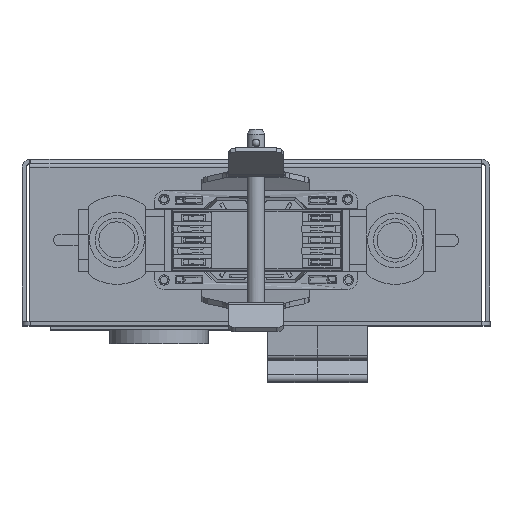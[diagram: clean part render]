
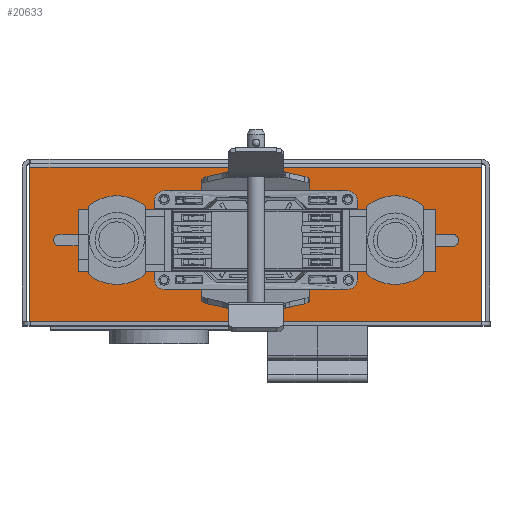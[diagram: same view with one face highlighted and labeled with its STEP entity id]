
A CAD part, top view. The second image highlights one B-rep face of the part: STEP entity #20633.
In plain terms, the highlighted planar face has unit normal (0, 0, 1).
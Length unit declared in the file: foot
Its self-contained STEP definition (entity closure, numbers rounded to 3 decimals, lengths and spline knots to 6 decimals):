
#1349=PLANE('',#23529);
#3012=LINE('',#40251,#5137);
#3015=LINE('',#40258,#5140);
#3032=LINE('',#40298,#5157);
#3033=LINE('',#40300,#5158);
#5137=VECTOR('',#28055,1.);
#5140=VECTOR('',#28060,1.);
#5157=VECTOR('',#28105,1.);
#5158=VECTOR('',#28108,1.);
#7074=FACE_OUTER_BOUND('',#8429,.T.);
#8429=EDGE_LOOP('',(#17758,#17759,#17760,#17761));
#10548=VERTEX_POINT('',#40248);
#10549=VERTEX_POINT('',#40250);
#10551=VERTEX_POINT('',#40255);
#10552=VERTEX_POINT('',#40257);
#12997=EDGE_CURVE('',#10548,#10549,#3012,.T.);
#13000=EDGE_CURVE('',#10551,#10552,#3015,.T.);
#13021=EDGE_CURVE('',#10552,#10548,#3032,.T.);
#13022=EDGE_CURVE('',#10551,#10549,#3033,.T.);
#17758=ORIENTED_EDGE('',*,*,#12997,.F.);
#17759=ORIENTED_EDGE('',*,*,#13021,.F.);
#17760=ORIENTED_EDGE('',*,*,#13000,.F.);
#17761=ORIENTED_EDGE('',*,*,#13022,.T.);
#20633=ADVANCED_FACE('',(#7074),#1349,.T.);
#23529=AXIS2_PLACEMENT_3D('',#40299,#28106,#28107);
#28055=DIRECTION('',(0.,-1.,0.));
#28060=DIRECTION('',(0.,1.,0.));
#28105=DIRECTION('',(1.,0.,0.));
#28106=DIRECTION('center_axis',(0.,0.,
1.));
#28107=DIRECTION('ref_axis',(-1.,0.,0.));
#28108=DIRECTION('',(1.,0.,0.));
#40248=CARTESIAN_POINT('',(0.261278,0.084339,-0.163666));
#40250=CARTESIAN_POINT('',(0.261278,-0.093681,-0.163666));
#40251=CARTESIAN_POINT('',(0.261278,0.084339,-0.163666));
#40255=CARTESIAN_POINT('',(-0.261556,-0.093681,-0.163666));
#40257=CARTESIAN_POINT('',(-0.261556,0.084339,-0.163666));
#40258=CARTESIAN_POINT('',(-0.261556,-0.093681,-0.163666));
#40298=CARTESIAN_POINT('',(0.261278,0.084339,-0.163666));
#40299=CARTESIAN_POINT('Origin',(0.261278,0.084339,-0.163666));
#40300=CARTESIAN_POINT('',(0.261278,-0.093681,-0.163666));
